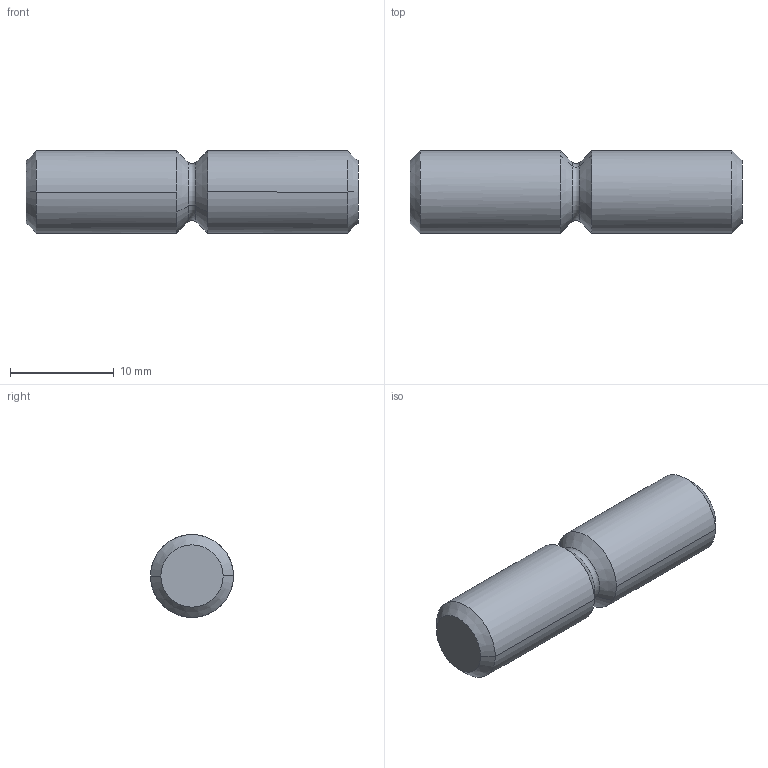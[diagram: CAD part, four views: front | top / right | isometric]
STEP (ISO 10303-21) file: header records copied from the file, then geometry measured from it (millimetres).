
FILE_DESCRIPTION(('CATIA V5 STEP Exchange'),'2;1');
FILE_NAME('Axe D8-32 - 02 poussoir ressort.stp','2019-07-25T13:56:59+00:00',('none'),('none'),'CATIA Version 5 Release 21 GA (IN-10)','CATIA V5 STEP AP203','none');
FILE_SCHEMA(('CONFIG_CONTROL_DESIGN'));
Length unit declared in the file: millimetre
Products named in the file (1): Axe D8-32 - 02 poussoir ressort
Bounding box: 32 x 8 x 8 mm (x, y, z)
Volume: 1536.9 mm3; surface area: 880.8 mm2
Topology: 1 solids, 1 shells, 16 faces, 34 edges, 20 vertices
Faces by surface type: cone 8, cylinder 4, plane 2, torus 2
Entity records: 426 total; most frequent: ORIENTED_EDGE 68, CARTESIAN_POINT 65, DIRECTION 54, EDGE_CURVE 34, AXIS2_PLACEMENT_3D 33, CIRCLE 22, VERTEX_POINT 20, ADVANCED_FACE 16
